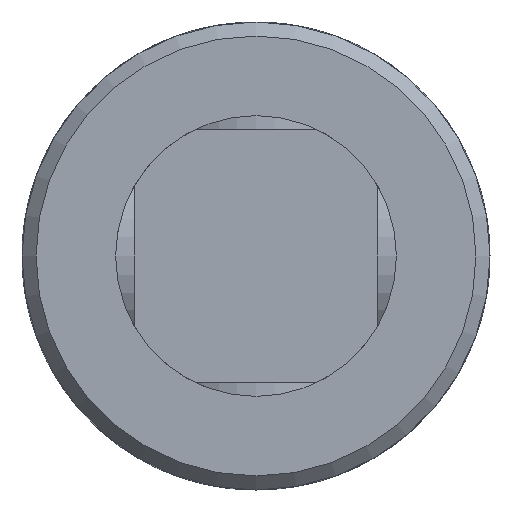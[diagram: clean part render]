
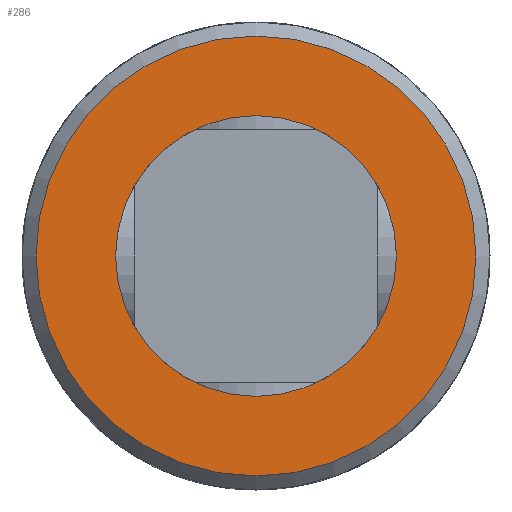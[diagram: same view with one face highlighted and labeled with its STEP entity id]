
A CAD part, left-side view. The second image highlights one B-rep face of the part: STEP entity #286.
In plain terms, the highlighted planar face has unit normal (-1, 0, 0).
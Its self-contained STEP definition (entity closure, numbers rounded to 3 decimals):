
#286 = ADVANCED_FACE( '', ( #578, #579 ), #580, .F. );
#578 = FACE_OUTER_BOUND( '', #884, .T. );
#579 = FACE_BOUND( '', #885, .T. );
#580 = PLANE( '', #886 );
#884 = EDGE_LOOP( '', ( #1395 ) );
#885 = EDGE_LOOP( '', ( #1396 ) );
#886 = AXIS2_PLACEMENT_3D( '', #1397, #1398, #1399 );
#1395 = ORIENTED_EDGE( '', *, *, #1859, .F. );
#1396 = ORIENTED_EDGE( '', *, *, #1860, .T. );
#1397 = CARTESIAN_POINT( '', ( 0., 0., 0. ) );
#1398 = DIRECTION( '', ( 1., 0., 0. ) );
#1399 = DIRECTION( '', ( 0., 0., -1. ) );
#1859 = EDGE_CURVE( '', #2218, #2218, #2219, .T. );
#1860 = EDGE_CURVE( '', #2220, #2220, #2221, .T. );
#2218 = VERTEX_POINT( '', #3722 );
#2219 = CIRCLE( '', #3723, 23.5 );
#2220 = VERTEX_POINT( '', #3724 );
#2221 = CIRCLE( '', #3725, 15. );
#3722 = CARTESIAN_POINT( '', ( 0., 0., -23.5 ) );
#3723 = AXIS2_PLACEMENT_3D( '', #4077, #4078, #4079 );
#3724 = CARTESIAN_POINT( '', ( 0., 0., -15. ) );
#3725 = AXIS2_PLACEMENT_3D( '', #4080, #4081, #4082 );
#4077 = CARTESIAN_POINT( '', ( 0., 0., 0. ) );
#4078 = DIRECTION( '', ( 1., 0., 0. ) );
#4079 = DIRECTION( '', ( 0., 0., -1. ) );
#4080 = CARTESIAN_POINT( '', ( 0., 0., 0. ) );
#4081 = DIRECTION( '', ( 1., 0., 0. ) );
#4082 = DIRECTION( '', ( 0., 0., -1. ) );
